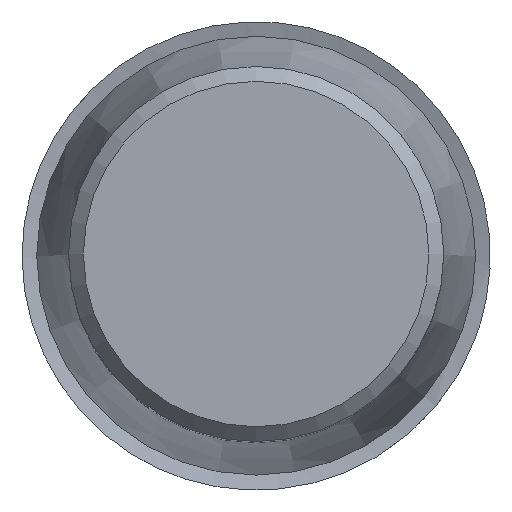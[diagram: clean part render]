
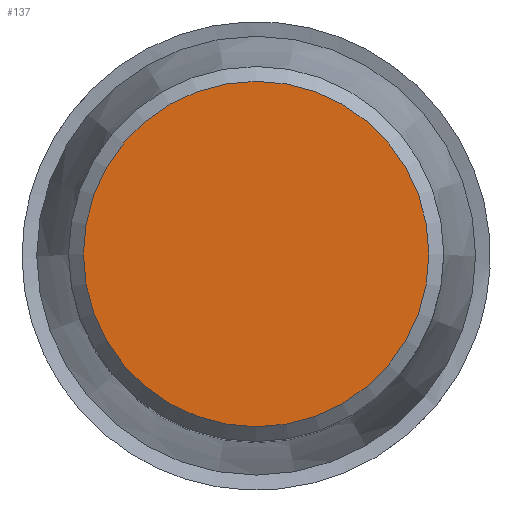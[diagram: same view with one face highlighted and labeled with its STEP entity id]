
A CAD part, top view. The second image highlights one B-rep face of the part: STEP entity #137.
In plain terms, the highlighted planar face has unit normal (0, 0, 1).
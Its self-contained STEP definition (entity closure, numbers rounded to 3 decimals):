
#122=PLANE('',#461);
#124=FACE_OUTER_BOUND('',#211,.T.);
#137=ADVANCED_FACE('',(#124),#122,.T.);
#211=EDGE_LOOP('',(#257));
#257=ORIENTED_EDGE('',*,*,#324,.T.);
#301=VERTEX_POINT('',#608);
#324=EDGE_CURVE('',#301,#301,#347,.T.);
#347=CIRCLE('',#460,18.5);
#460=AXIS2_PLACEMENT_3D('',#607,#519,#520);
#461=AXIS2_PLACEMENT_3D('',#609,#521,#522);
#519=DIRECTION('',(0.,0.,1.));
#520=DIRECTION('',(1.,0.,0.));
#521=DIRECTION('',(0.,0.,1.));
#522=DIRECTION('',(1.,0.,0.));
#607=CARTESIAN_POINT('',(0.,0.,0.));
#608=CARTESIAN_POINT('',(18.5,0.,0.));
#609=CARTESIAN_POINT('',(0.,0.,0.));
